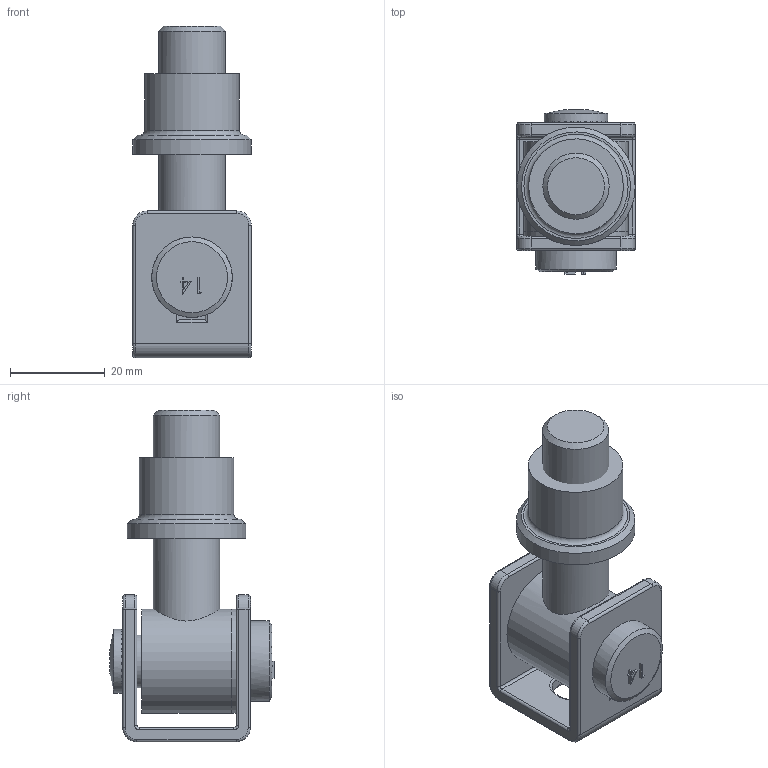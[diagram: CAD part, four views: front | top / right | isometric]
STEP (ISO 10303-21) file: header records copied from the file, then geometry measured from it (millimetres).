
FILE_DESCRIPTION (( 'STEP AP203' ), '1' );
FILE_NAME ('120-M14.STEP', '2021-11-24T10:46:06', ( '' ), ( '' ), 'SwSTEP 2.0', 'SolidWorks 2018', '' );
FILE_SCHEMA (( 'CONFIG_CONTROL_DESIGN' ));
Length unit declared in the file: millimetre
Products named in the file (14): 120-M14 Teil6; 120-M14 Teil4; 120-M14 Teil3; 120-M14 Teil1; 120-M14 Teil2; 120-M14; 120-M14 Teil5; 120-M14 Teil3_normal
Assembly tree (7 placements, depth 2):
  120-M14 Teil4
  120-M14 Teil3
  120-M14
    120-M14 Teil6
  120-M14
    120-M14 Teil1
    120-M14 Teil5
    120-M14 Teil6
    120-M14 Teil2
    120-M14 Teil3_normal
    120-M14 Teil4
  120-M14 Teil5
Bounding box: 25 x 34.71 x 70 mm (x, y, z)
Volume: 24571.4 mm3; surface area: 14485.4 mm2
Topology: 6 solids, 6 shells, 378 faces, 977 edges, 637 vertices
Faces by surface type: plane 238, bspline 63, cylinder 47, torus 23, cone 6, sphere 1
Full cylindrical faces by diameter (mm): 5 x1, 6 x1, 9.6 x1, 10 x1, 11.25 x1, 12 x3, 13 x1, 13.5 x1, 14 x1, 17 x1, 20 x1, 22 x2, 25 x1
Entity records: 16231 total; most frequent: CARTESIAN_POINT 6417, ORIENTED_EDGE 1872, DIRECTION 1511, EDGE_CURVE 936, LINE 629, VECTOR 629, VERTEX_POINT 623, EDGE_LOOP 443
